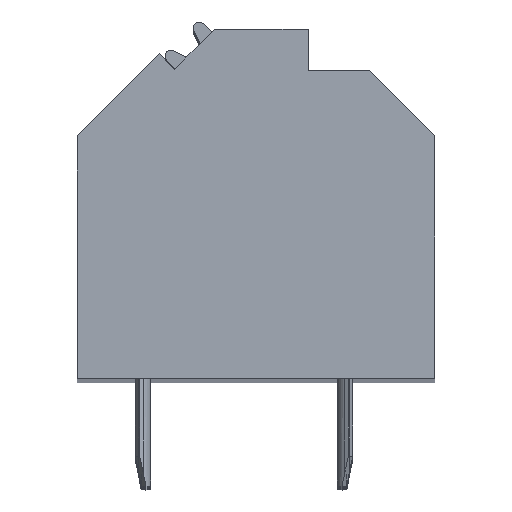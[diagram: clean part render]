
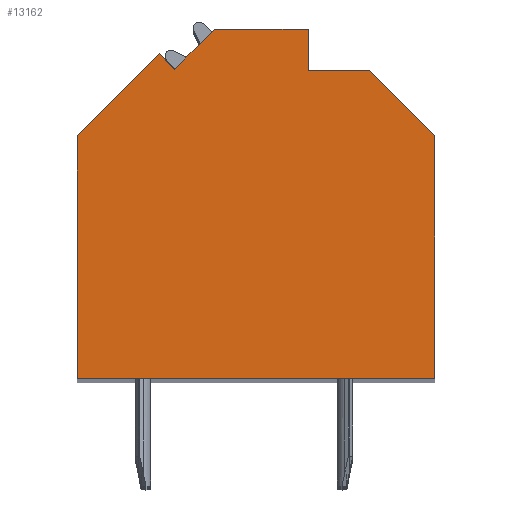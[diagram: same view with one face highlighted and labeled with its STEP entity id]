
A CAD part, top view. The second image highlights one B-rep face of the part: STEP entity #13162.
In plain terms, the highlighted planar face has unit normal (0, 0, 1).
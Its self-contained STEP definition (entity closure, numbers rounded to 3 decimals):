
#939=DIRECTION('',(-0.707,-0.707,0.));
#940=VECTOR('',#939,1.897);
#941=CARTESIAN_POINT('',(-1.39,5.718,79.605));
#942=LINE('',#941,#940);
#943=DIRECTION('',(-1.,0.,0.));
#944=VECTOR('',#943,3.14);
#945=CARTESIAN_POINT('',(1.75,5.718,79.605));
#946=LINE('',#945,#944);
#947=DIRECTION('',(0.,1.,0.));
#948=VECTOR('',#947,1.368);
#949=CARTESIAN_POINT('',(1.75,4.35,79.605));
#950=LINE('',#949,#948);
#951=DIRECTION('',(-1.,0.,0.));
#952=VECTOR('',#951,2.05);
#953=CARTESIAN_POINT('',(3.8,4.35,79.605));
#954=LINE('',#953,#952);
#955=DIRECTION('',(-0.707,0.707,0.));
#956=VECTOR('',#955,3.111);
#957=CARTESIAN_POINT('',(6.,2.15,79.605));
#958=LINE('',#957,#956);
#959=DIRECTION('',(0.,1.,0.));
#960=VECTOR('',#959,8.15);
#961=CARTESIAN_POINT('',(6.,-6.,79.605));
#962=LINE('',#961,#960);
#963=DIRECTION('',(1.,0.,0.));
#964=VECTOR('',#963,12.);
#965=CARTESIAN_POINT('',(-6.,-6.,79.605));
#966=LINE('',#965,#964);
#967=DIRECTION('',(0.,-1.,0.));
#968=VECTOR('',#967,8.14);
#969=CARTESIAN_POINT('',(-6.,2.14,79.605));
#970=LINE('',#969,#968);
#971=DIRECTION('',(-0.707,-0.707,0.));
#972=VECTOR('',#971,3.892);
#973=CARTESIAN_POINT('',(-3.248,4.892,79.605));
#974=LINE('',#973,#972);
#975=DIRECTION('',(-0.707,0.707,0.));
#976=VECTOR('',#975,0.73);
#977=CARTESIAN_POINT('',(-2.732,4.376,79.605));
#978=LINE('',#977,#976);
#9405=CARTESIAN_POINT('',(-1.39,5.718,79.605));
#9406=CARTESIAN_POINT('',(-2.732,4.376,79.605));
#9407=VERTEX_POINT('',#9405);
#9408=VERTEX_POINT('',#9406);
#9409=CARTESIAN_POINT('',(-3.248,4.892,79.605));
#9410=VERTEX_POINT('',#9409);
#9411=CARTESIAN_POINT('',(-6.,2.14,79.605));
#9412=VERTEX_POINT('',#9411);
#9413=CARTESIAN_POINT('',(-6.,-6.,79.605));
#9414=VERTEX_POINT('',#9413);
#9415=CARTESIAN_POINT('',(6.,-6.,79.605));
#9416=VERTEX_POINT('',#9415);
#9417=CARTESIAN_POINT('',(6.,2.15,79.605));
#9418=VERTEX_POINT('',#9417);
#9419=CARTESIAN_POINT('',(3.8,4.35,79.605));
#9420=VERTEX_POINT('',#9419);
#9421=CARTESIAN_POINT('',(1.75,4.35,79.605));
#9422=VERTEX_POINT('',#9421);
#9423=CARTESIAN_POINT('',(1.75,5.718,79.605));
#9424=VERTEX_POINT('',#9423);
#13138=CARTESIAN_POINT('',(0.,0.,79.605));
#13139=DIRECTION('',(0.,0.,1.));
#13140=DIRECTION('',(1.,0.,0.));
#13141=AXIS2_PLACEMENT_3D('',#13138,#13139,#13140);
#13142=PLANE('',#13141);
#13144=ORIENTED_EDGE('',*,*,#13143,.F.);
#13146=ORIENTED_EDGE('',*,*,#13145,.F.);
#13148=ORIENTED_EDGE('',*,*,#13147,.F.);
#13150=ORIENTED_EDGE('',*,*,#13149,.F.);
#13152=ORIENTED_EDGE('',*,*,#13151,.F.);
#13154=ORIENTED_EDGE('',*,*,#13153,.F.);
#13156=ORIENTED_EDGE('',*,*,#13155,.F.);
#13157=ORIENTED_EDGE('',*,*,#12603,.F.);
#13158=ORIENTED_EDGE('',*,*,#12923,.F.);
#13159=ORIENTED_EDGE('',*,*,#12557,.F.);
#13160=EDGE_LOOP('',(#13144,#13146,#13148,#13150,#13152,#13154,#13156,#13157,
#13158,#13159));
#13161=FACE_OUTER_BOUND('',#13160,.F.);
#12557=EDGE_CURVE('',#9408,#9410,#978,.T.);
#12603=EDGE_CURVE('',#9412,#9414,#970,.T.);
#12923=EDGE_CURVE('',#9410,#9412,#974,.T.);
#13143=EDGE_CURVE('',#9407,#9408,#942,.T.);
#13145=EDGE_CURVE('',#9424,#9407,#946,.T.);
#13147=EDGE_CURVE('',#9422,#9424,#950,.T.);
#13149=EDGE_CURVE('',#9420,#9422,#954,.T.);
#13151=EDGE_CURVE('',#9418,#9420,#958,.T.);
#13153=EDGE_CURVE('',#9416,#9418,#962,.T.);
#13155=EDGE_CURVE('',#9414,#9416,#966,.T.);
#13162=ADVANCED_FACE('',(#13161),#13142,.T.);
